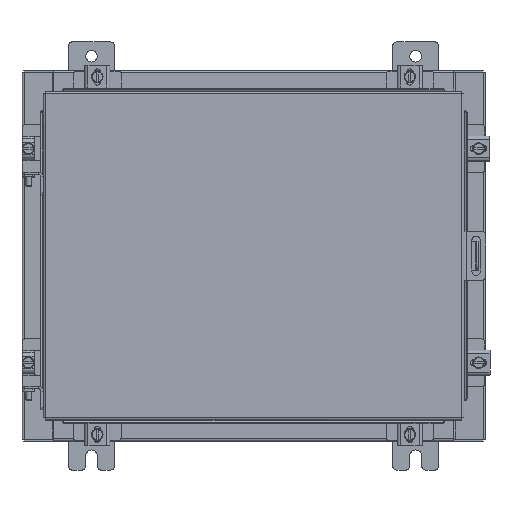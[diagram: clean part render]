
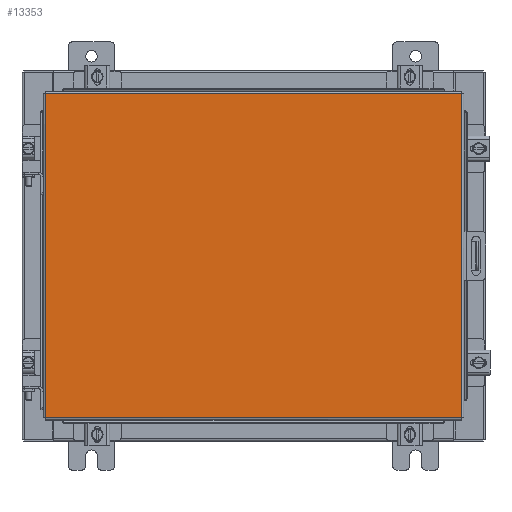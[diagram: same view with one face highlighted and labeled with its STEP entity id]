
A CAD part, top view. The second image highlights one B-rep face of the part: STEP entity #13353.
In plain terms, the highlighted planar face has unit normal (0, 0, 1).
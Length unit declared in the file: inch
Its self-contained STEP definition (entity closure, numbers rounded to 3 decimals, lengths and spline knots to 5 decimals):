
#270 = ORIENTED_EDGE ( 'NONE', *, *, #16754, .T. ) ;
#463 = PLANE ( 'NONE',  #10842 ) ;
#1305 = VERTEX_POINT ( 'NONE', #3801 ) ;
#2050 = DIRECTION ( 'NONE',  ( 0., 0., -1. ) ) ;
#2620 = LINE ( 'NONE', #5640, #19807 ) ;
#3152 = CARTESIAN_POINT ( 'NONE',  ( -8.9903, 7.0063, 0. ) ) ;
#3385 = EDGE_LOOP ( 'NONE', ( #13243, #5873, #270, #20859 ) ) ;
#3719 = VECTOR ( 'NONE', #7487, 39.37008 ) ;
#3801 = CARTESIAN_POINT ( 'NONE',  ( -8.9903, -7.0063, 0. ) ) ;
#4304 = EDGE_CURVE ( 'NONE', #12847, #9478, #2620, .T. ) ;
#4892 = CARTESIAN_POINT ( 'NONE',  ( 8.9903, 7.0063, 0. ) ) ;
#5640 = CARTESIAN_POINT ( 'NONE',  ( 8.9903, -7.0063, 0. ) ) ;
#5854 = CARTESIAN_POINT ( 'NONE',  ( -8.9903, -7.0063, 0. ) ) ;
#5873 = ORIENTED_EDGE ( 'NONE', *, *, #4304, .T. ) ;
#6526 = DIRECTION ( 'NONE',  ( -1., 0., 0. ) ) ;
#6619 = VECTOR ( 'NONE', #14570, 39.37008 ) ;
#7487 = DIRECTION ( 'NONE',  ( 1., 0., 0. ) ) ;
#9025 = LINE ( 'NONE', #4892, #10207 ) ;
#9478 = VERTEX_POINT ( 'NONE', #11030 ) ;
#10207 = VECTOR ( 'NONE', #6526, 39.37008 ) ;
#10842 = AXIS2_PLACEMENT_3D ( 'NONE', #11716, #2050, #13378 ) ;
#11030 = CARTESIAN_POINT ( 'NONE',  ( 8.9903, 7.0063, 0. ) ) ;
#11373 = EDGE_CURVE ( 'NONE', #14094, #1305, #15727, .T. ) ;
#11716 = CARTESIAN_POINT ( 'NONE',  ( 0., 0., 0. ) ) ;
#12346 = LINE ( 'NONE', #5854, #3719 ) ;
#12847 = VERTEX_POINT ( 'NONE', #19862 ) ;
#13243 = ORIENTED_EDGE ( 'NONE', *, *, #15919, .T. ) ;
#13353 = ADVANCED_FACE ( 'NONE', ( #17465 ), #463, .F. ) ;
#13378 = DIRECTION ( 'NONE',  ( -1., 0., 0. ) ) ;
#14094 = VERTEX_POINT ( 'NONE', #18218 ) ;
#14570 = DIRECTION ( 'NONE',  ( 0., -1., 0. ) ) ;
#15727 = LINE ( 'NONE', #3152, #6619 ) ;
#15919 = EDGE_CURVE ( 'NONE', #1305, #12847, #12346, .T. ) ;
#16754 = EDGE_CURVE ( 'NONE', #9478, #14094, #9025, .T. ) ;
#16945 = DIRECTION ( 'NONE',  ( 0., 1., 0. ) ) ;
#17465 = FACE_OUTER_BOUND ( 'NONE', #3385, .T. ) ;
#18218 = CARTESIAN_POINT ( 'NONE',  ( -8.9903, 7.0063, 0. ) ) ;
#19807 = VECTOR ( 'NONE', #16945, 39.37008 ) ;
#19862 = CARTESIAN_POINT ( 'NONE',  ( 8.9903, -7.0063, 0. ) ) ;
#20859 = ORIENTED_EDGE ( 'NONE', *, *, #11373, .T. ) ;
